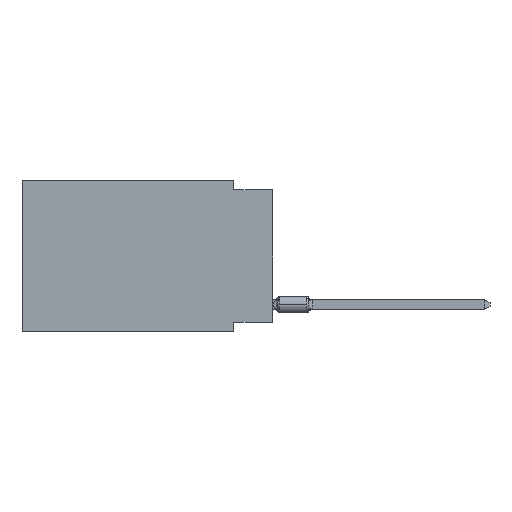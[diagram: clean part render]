
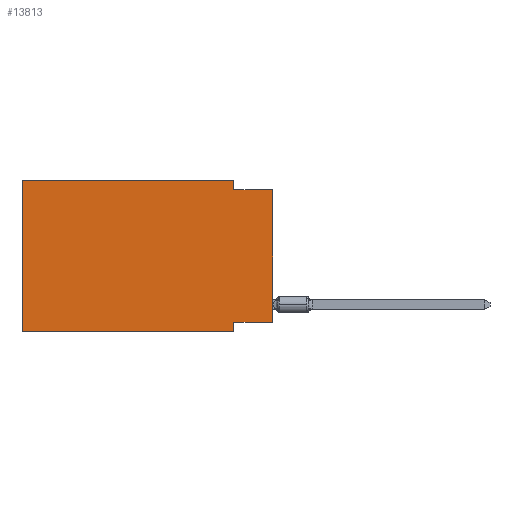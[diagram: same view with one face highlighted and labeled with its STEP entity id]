
A CAD part, left-side view. The second image highlights one B-rep face of the part: STEP entity #13813.
In plain terms, the highlighted planar face has unit normal (-1, 0, 0).
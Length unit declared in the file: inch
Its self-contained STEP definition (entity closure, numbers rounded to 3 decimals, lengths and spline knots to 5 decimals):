
#51 = VERTEX_POINT ( 'NONE', #23138 ) ;
#90 = VERTEX_POINT ( 'NONE', #17913 ) ;
#451 = EDGE_LOOP ( 'NONE', ( #18173, #3460, #24344, #17852, #18027, #8875, #3397, #11204 ) ) ;
#584 = CARTESIAN_POINT ( 'NONE',  ( 0., 0.645, 0. ) ) ;
#992 = VECTOR ( 'NONE', #21484, 39.37008 ) ;
#1324 = EDGE_CURVE ( 'NONE', #16417, #51, #22237, .T. ) ;
#1538 = CARTESIAN_POINT ( 'NONE',  ( 0., 0.1, 0. ) ) ;
#2190 = LINE ( 'NONE', #8284, #8135 ) ;
#2747 = DIRECTION ( 'NONE',  ( 1., 0., 0. ) ) ;
#3181 = LINE ( 'NONE', #1538, #12739 ) ;
#3397 = ORIENTED_EDGE ( 'NONE', *, *, #8157, .F. ) ;
#3460 = ORIENTED_EDGE ( 'NONE', *, *, #20193, .F. ) ;
#3903 = VECTOR ( 'NONE', #8791, 39.37008 ) ;
#4499 = VERTEX_POINT ( 'NONE', #20799 ) ;
#4942 = AXIS2_PLACEMENT_3D ( 'NONE', #20146, #2747, #10956 ) ;
#5085 = CARTESIAN_POINT ( 'NONE',  ( 0., 0.1, 0. ) ) ;
#5214 = DIRECTION ( 'NONE',  ( 0., 0., -1. ) ) ;
#5305 = VERTEX_POINT ( 'NONE', #584 ) ;
#5363 = CARTESIAN_POINT ( 'NONE',  ( 0., 0., -0.025 ) ) ;
#5595 = CARTESIAN_POINT ( 'NONE',  ( 0., 0.1, -0.39 ) ) ;
#7398 = LINE ( 'NONE', #5363, #14234 ) ;
#8135 = VECTOR ( 'NONE', #13726, 39.37008 ) ;
#8157 = EDGE_CURVE ( 'NONE', #90, #21786, #9814, .T. ) ;
#8284 = CARTESIAN_POINT ( 'NONE',  ( 0., 0.645, 0. ) ) ;
#8348 = EDGE_CURVE ( 'NONE', #13521, #15138, #3181, .T. ) ;
#8688 = VECTOR ( 'NONE', #20989, 39.37008 ) ;
#8791 = DIRECTION ( 'NONE',  ( 0., 0., 1. ) ) ;
#8875 = ORIENTED_EDGE ( 'NONE', *, *, #17058, .T. ) ;
#9307 = DIRECTION ( 'NONE',  ( 0., -1., 0. ) ) ;
#9814 = LINE ( 'NONE', #11449, #8688 ) ;
#10561 = CARTESIAN_POINT ( 'NONE',  ( 0., 0.645, 0. ) ) ;
#10598 = FACE_OUTER_BOUND ( 'NONE', #451, .T. ) ;
#10956 = DIRECTION ( 'NONE',  ( 0., 0., -1. ) ) ;
#11187 = LINE ( 'NONE', #18932, #992 ) ;
#11204 = ORIENTED_EDGE ( 'NONE', *, *, #17707, .F. ) ;
#11449 = CARTESIAN_POINT ( 'NONE',  ( 0., 0.1, -0.39 ) ) ;
#11938 = EDGE_CURVE ( 'NONE', #5305, #13521, #12575, .T. ) ;
#12357 = DIRECTION ( 'NONE',  ( 0., -1., 0. ) ) ;
#12575 = LINE ( 'NONE', #10561, #15057 ) ;
#12739 = VECTOR ( 'NONE', #5214, 39.37008 ) ;
#12819 = CARTESIAN_POINT ( 'NONE',  ( 0., 0., 0. ) ) ;
#13521 = VERTEX_POINT ( 'NONE', #5085 ) ;
#13726 = DIRECTION ( 'NONE',  ( 0., 0., 1. ) ) ;
#13813 = ADVANCED_FACE ( 'NONE', ( #10598 ), #24306, .F. ) ;
#14234 = VECTOR ( 'NONE', #9307, 39.37008 ) ;
#15011 = CARTESIAN_POINT ( 'NONE',  ( 0., 0., -0.365 ) ) ;
#15015 = LINE ( 'NONE', #16553, #20877 ) ;
#15057 = VECTOR ( 'NONE', #12357, 39.37008 ) ;
#15138 = VERTEX_POINT ( 'NONE', #16545 ) ;
#16417 = VERTEX_POINT ( 'NONE', #15011 ) ;
#16545 = CARTESIAN_POINT ( 'NONE',  ( 0., 0.1, -0.025 ) ) ;
#16553 = CARTESIAN_POINT ( 'NONE',  ( 0., 0., -0.365 ) ) ;
#17058 = EDGE_CURVE ( 'NONE', #4499, #21786, #11187, .T. ) ;
#17707 = EDGE_CURVE ( 'NONE', #16417, #90, #15015, .T. ) ;
#17852 = ORIENTED_EDGE ( 'NONE', *, *, #11938, .F. ) ;
#17913 = CARTESIAN_POINT ( 'NONE',  ( 0., 0.1, -0.365 ) ) ;
#18027 = ORIENTED_EDGE ( 'NONE', *, *, #18375, .F. ) ;
#18173 = ORIENTED_EDGE ( 'NONE', *, *, #1324, .T. ) ;
#18375 = EDGE_CURVE ( 'NONE', #4499, #5305, #2190, .T. ) ;
#18932 = CARTESIAN_POINT ( 'NONE',  ( 0., 0.645, -0.39 ) ) ;
#20146 = CARTESIAN_POINT ( 'NONE',  ( 0., 0.645, 0. ) ) ;
#20193 = EDGE_CURVE ( 'NONE', #15138, #51, #7398, .T. ) ;
#20799 = CARTESIAN_POINT ( 'NONE',  ( 0., 0.645, -0.39 ) ) ;
#20877 = VECTOR ( 'NONE', #24568, 39.37008 ) ;
#20989 = DIRECTION ( 'NONE',  ( 0., 0., -1. ) ) ;
#21484 = DIRECTION ( 'NONE',  ( 0., -1., 0. ) ) ;
#21786 = VERTEX_POINT ( 'NONE', #5595 ) ;
#22237 = LINE ( 'NONE', #12819, #3903 ) ;
#23138 = CARTESIAN_POINT ( 'NONE',  ( 0., 0., -0.025 ) ) ;
#24306 = PLANE ( 'NONE',  #4942 ) ;
#24344 = ORIENTED_EDGE ( 'NONE', *, *, #8348, .F. ) ;
#24568 = DIRECTION ( 'NONE',  ( 0., 1., 0. ) ) ;
